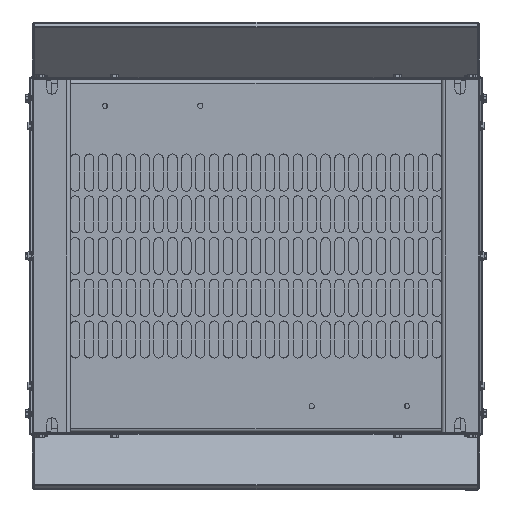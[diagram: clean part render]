
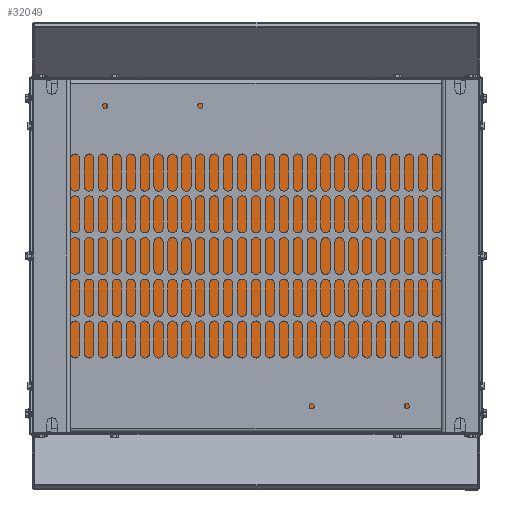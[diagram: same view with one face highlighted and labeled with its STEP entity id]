
A CAD part, front view. The second image highlights one B-rep face of the part: STEP entity #32049.
In plain terms, the highlighted planar face has unit normal (0, -1, 0).
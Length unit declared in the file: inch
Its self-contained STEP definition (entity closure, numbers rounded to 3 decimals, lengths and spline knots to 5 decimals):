
#281 = FACE_OUTER_BOUND ( 'NONE', #39955, .T. ) ;
#855 = DIRECTION ( 'NONE',  ( 0., 0., 1. ) ) ;
#953 = CARTESIAN_POINT ( 'NONE',  ( -9.5502, -0.0598, -12.0602 ) ) ;
#3613 = VECTOR ( 'NONE', #855, 39.37008 ) ;
#4340 = EDGE_CURVE ( 'NONE', #9767, #16619, #14491, .T. ) ;
#5031 = VECTOR ( 'NONE', #29727, 39.37008 ) ;
#6200 = ORIENTED_EDGE ( 'NONE', *, *, #37570, .F. ) ;
#8190 = CARTESIAN_POINT ( 'NONE',  ( -9.5502, -0.0598, -12.10736 ) ) ;
#8769 = CARTESIAN_POINT ( 'NONE',  ( 9.59736, -0.0598, -12.0602 ) ) ;
#9767 = VERTEX_POINT ( 'NONE', #953 ) ;
#12098 = DIRECTION ( 'NONE',  ( 0., 0., -1. ) ) ;
#12507 = DIRECTION ( 'NONE',  ( 0., 1., 0. ) ) ;
#14491 = LINE ( 'NONE', #8190, #3613 ) ;
#14622 = AXIS2_PLACEMENT_3D ( 'NONE', #30706, #12507, #38096 ) ;
#16619 = VERTEX_POINT ( 'NONE', #26763 ) ;
#21563 = VECTOR ( 'NONE', #12098, 39.37008 ) ;
#22764 = ORIENTED_EDGE ( 'NONE', *, *, #27049, .F. ) ;
#23476 = LINE ( 'NONE', #8769, #35550 ) ;
#24549 = ORIENTED_EDGE ( 'NONE', *, *, #46337, .F. ) ;
#26763 = CARTESIAN_POINT ( 'NONE',  ( -9.5502, -0.0598, 12.0602 ) ) ;
#26851 = VERTEX_POINT ( 'NONE', #39838 ) ;
#27049 = EDGE_CURVE ( 'NONE', #26851, #9767, #23476, .T. ) ;
#27058 = PLANE ( 'NONE',  #14622 ) ;
#27399 = VERTEX_POINT ( 'NONE', #39112 ) ;
#29727 = DIRECTION ( 'NONE',  ( 1., 0., 0. ) ) ;
#30706 = CARTESIAN_POINT ( 'NONE',  ( 0., -0.0598, 0. ) ) ;
#31920 = LINE ( 'NONE', #33401, #5031 ) ;
#32049 = ADVANCED_FACE ( 'NONE', ( #281 ), #27058, .F. ) ;
#33401 = CARTESIAN_POINT ( 'NONE',  ( -9.59736, -0.0598, 12.0602 ) ) ;
#34019 = CARTESIAN_POINT ( 'NONE',  ( 9.5502, -0.0598, 12.10736 ) ) ;
#34387 = DIRECTION ( 'NONE',  ( -1., 0., 0. ) ) ;
#34709 = ORIENTED_EDGE ( 'NONE', *, *, #4340, .F. ) ;
#35550 = VECTOR ( 'NONE', #34387, 39.37008 ) ;
#37570 = EDGE_CURVE ( 'NONE', #27399, #26851, #41027, .T. ) ;
#38096 = DIRECTION ( 'NONE',  ( 0., 0., 1. ) ) ;
#39112 = CARTESIAN_POINT ( 'NONE',  ( 9.5502, -0.0598, 12.0602 ) ) ;
#39838 = CARTESIAN_POINT ( 'NONE',  ( 9.5502, -0.0598, -12.0602 ) ) ;
#39955 = EDGE_LOOP ( 'NONE', ( #22764, #6200, #24549, #34709 ) ) ;
#41027 = LINE ( 'NONE', #34019, #21563 ) ;
#46337 = EDGE_CURVE ( 'NONE', #16619, #27399, #31920, .T. ) ;
